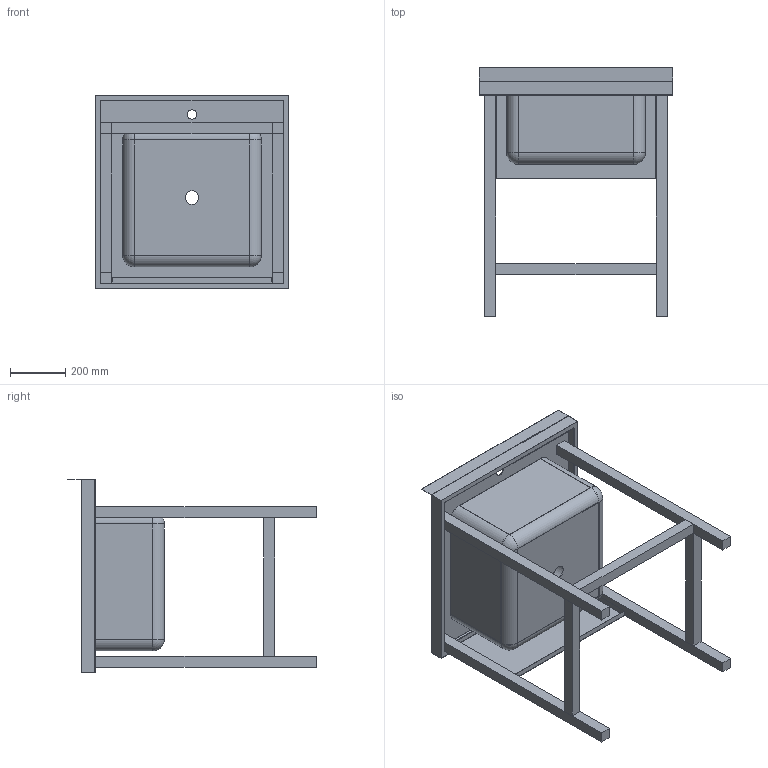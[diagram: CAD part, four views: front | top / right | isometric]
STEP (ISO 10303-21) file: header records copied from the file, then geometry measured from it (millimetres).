
FILE_DESCRIPTION (( 'STEP AP203' ), '1' );
FILE_NAME ('76 - Ìîéêà.STEP', '2024-04-22T05:35:52', ( '' ), ( '' ), 'SwSTEP 2.0', 'SolidWorks 2022', '' );
FILE_SCHEMA (( 'CONFIG_CONTROL_DESIGN' ));
Length unit declared in the file: millimetre
Products named in the file (1): 76 - Мойка
Bounding box: 700 x 900 x 700 mm (x, y, z)
Volume: 9421052.1 mm3; surface area: 3747503.4 mm2
Topology: 11 solids, 11 shells, 122 faces, 272 edges, 168 vertices
Faces by surface type: plane 90, cylinder 24, sphere 8
Entity records: 3333 total; most frequent: DIRECTION 558, CARTESIAN_POINT 555, ORIENTED_EDGE 528, EDGE_CURVE 264, LINE 216, VECTOR 216, AXIS2_PLACEMENT_3D 171, VERTEX_POINT 168
